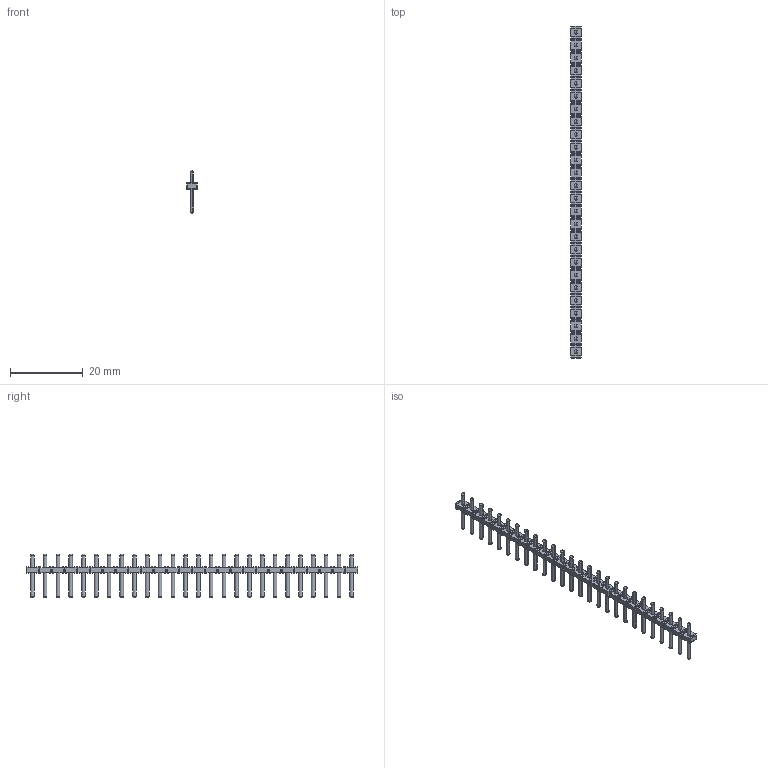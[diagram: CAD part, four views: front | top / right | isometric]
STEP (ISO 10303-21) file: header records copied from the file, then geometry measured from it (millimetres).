
FILE_DESCRIPTION((''),'2;1');
FILE_NAME('1111','2024-09-29T11:56:38',('tluser'),(''),'CREO PARAMETRIC BY PTC INC, 2018100','CREO PARAMETRIC BY PTC INC, 2018100','');
FILE_SCHEMA(('CONFIG_CONTROL_DESIGN'));
Length unit declared in the file: millimetre
Products named in the file (1): 1111
Bounding box: 2.8 x 91 x 12 mm (x, y, z)
Volume: 585.2 mm3; surface area: 1739.4 mm2
Topology: 1 solids, 1 shells, 838 faces, 1988 edges, 1100 vertices
Faces by surface type: plane 630, cylinder 104, sphere 104
Entity records: 22554 total; most frequent: DIRECTION 3872, CARTESIAN_POINT 3822, ORIENTED_EDGE 3768, EDGE_CURVE 1884, VECTOR 1572, LINE 1572, AXIS2_PLACEMENT_3D 1150, VERTEX_POINT 1100
